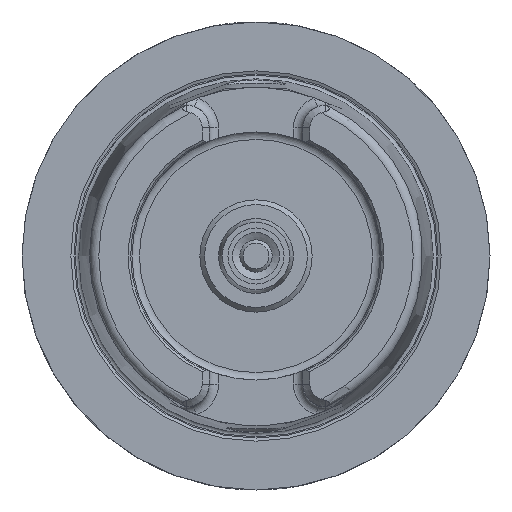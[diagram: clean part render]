
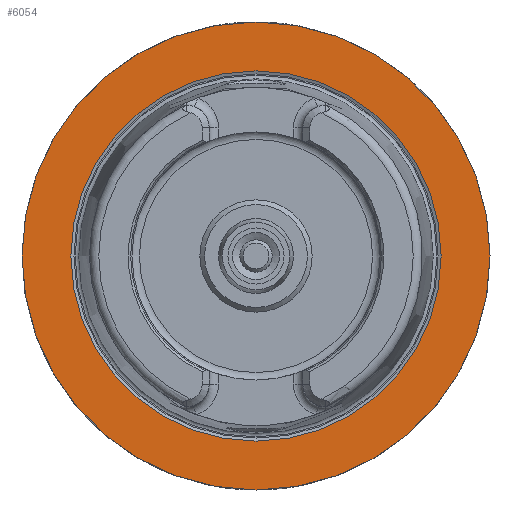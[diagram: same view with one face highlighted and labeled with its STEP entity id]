
A CAD part, left-side view. The second image highlights one B-rep face of the part: STEP entity #6054.
In plain terms, the highlighted planar face has unit normal (-1, 0, 0).
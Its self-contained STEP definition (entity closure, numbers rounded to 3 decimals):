
#5240=CARTESIAN_POINT('',(0.,50.0,0.0));
#5241=VERTEX_POINT('',#5240);
#5242=CARTESIAN_POINT('',(0.,0.,0.0));
#5243=DIRECTION('',(1.0,0.0,0.0));
#5244=DIRECTION('',(0.0,1.0,0.0));
#5245=AXIS2_PLACEMENT_3D('',#5242,#5243,#5244);
#5246=CIRCLE('',#5245,50.0);
#5247=EDGE_CURVE('',#5241,#5241,#5246,.T.);
#6028=CARTESIAN_POINT('',(0.,39.55,0.0));
#6029=VERTEX_POINT('',#6028);
#6030=CARTESIAN_POINT('',(0.,0.,0.0));
#6031=DIRECTION('',(1.0,0.0,0.0));
#6032=DIRECTION('',(0.0,1.0,0.0));
#6033=AXIS2_PLACEMENT_3D('',#6030,#6031,#6032);
#6034=CIRCLE('',#6033,39.55);
#6035=EDGE_CURVE('',#6029,#6029,#6034,.T.);
#6043=CARTESIAN_POINT('',(0.,44.775,0.0));
#6044=DIRECTION('',(-1.0,0.0,0.0));
#6045=DIRECTION('',(0.0,0.0,1.0));
#6046=AXIS2_PLACEMENT_3D('',#6043,#6044,#6045);
#6047=PLANE('',#6046);
#6048=ORIENTED_EDGE('',*,*,#5247,.F.);
#6049=EDGE_LOOP('',(#6048));
#6050=FACE_OUTER_BOUND('',#6049,.T.);
#6051=ORIENTED_EDGE('',*,*,#6035,.T.);
#6052=EDGE_LOOP('',(#6051));
#6053=FACE_BOUND('',#6052,.T.);
#6054=ADVANCED_FACE('',(#6050,#6053),#6047,.T.);
